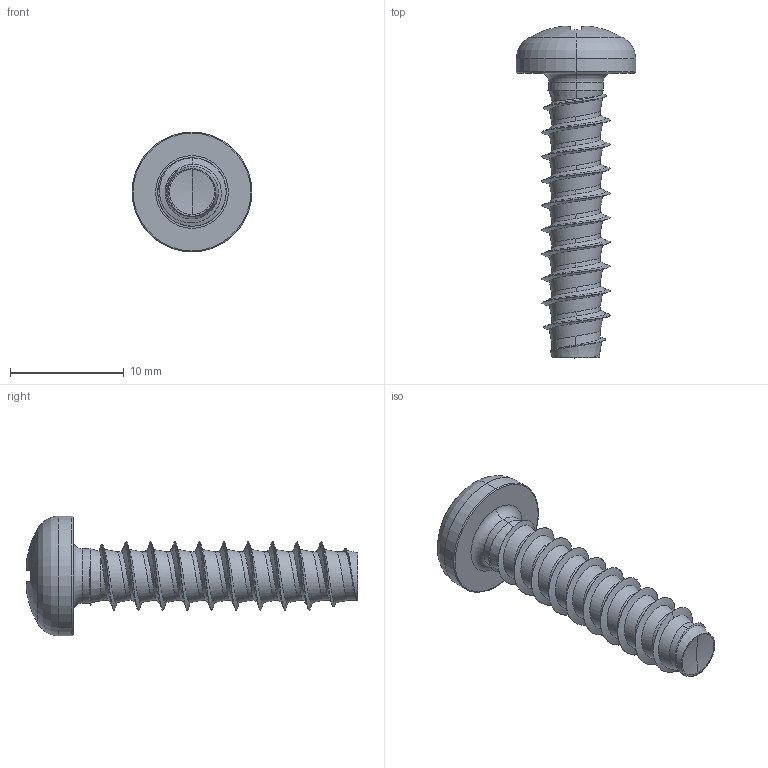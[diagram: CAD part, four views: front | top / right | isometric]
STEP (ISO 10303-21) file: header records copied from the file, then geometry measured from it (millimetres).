
FILE_DESCRIPTION (( 'STEP AP203' ), '1' );
FILE_NAME ('STP320600250.STEP', '2017-08-15T14:54:32', ( '' ), ( '' ), 'SwSTEP 2.0', 'SolidWorks 2015', '' );
FILE_SCHEMA (( 'CONFIG_CONTROL_DESIGN' ));
Length unit declared in the file: millimetre
Products named in the file (1): STP320600250
Bounding box: 10.5 x 29.12 x 10.5 mm (x, y, z)
Volume: 678.3 mm3; surface area: 820.7 mm2
Topology: 1 solids, 1 shells, 183 faces, 420 edges, 239 vertices
Faces by surface type: bspline 51, cylinder 47, torus 28, sphere 28, plane 22, cone 7
Entity records: 24636 total; most frequent: CARTESIAN_POINT 20855, ORIENTED_EDGE 836, DIRECTION 718, EDGE_CURVE 418, AXIS2_PLACEMENT_3D 320, VERTEX_POINT 239, CIRCLE 187, EDGE_LOOP 185
